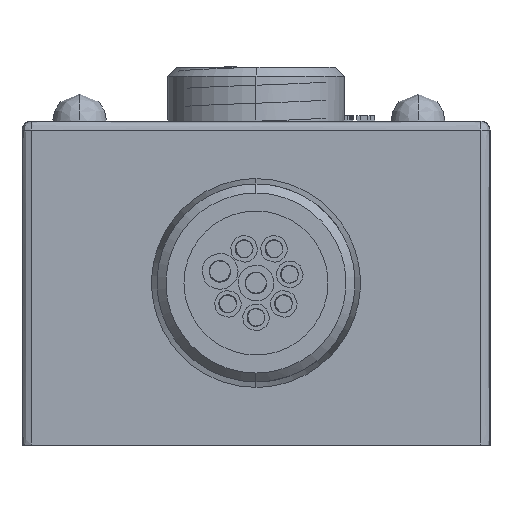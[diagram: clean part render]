
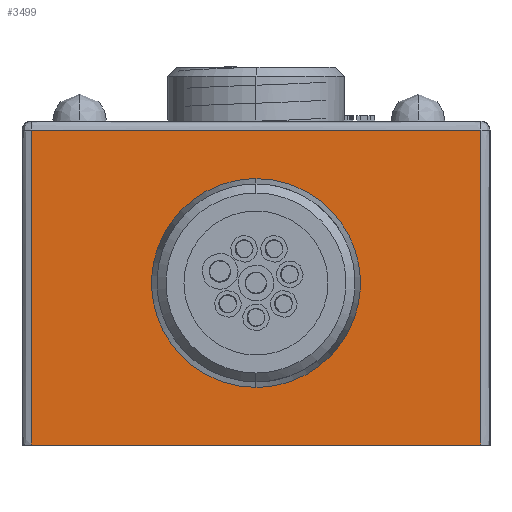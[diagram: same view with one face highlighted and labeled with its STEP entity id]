
A CAD part, left-side view. The second image highlights one B-rep face of the part: STEP entity #3499.
In plain terms, the highlighted free-form (B-spline) face has degree [1, 1] with [2, 2] control points.
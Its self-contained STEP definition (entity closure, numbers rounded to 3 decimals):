
#74=CARTESIAN_POINT('',(-60.,-12.5,-9.));
#75=VERTEX_POINT('',#74);
#82=CARTESIAN_POINT('',(-60.,12.5,-9.));
#83=VERTEX_POINT('',#82);
#84=CARTESIAN_POINT('',(-60.,-12.5,-9.));
#85=CARTESIAN_POINT('',(-60.,12.5,-9.));
#86=B_SPLINE_CURVE_WITH_KNOTS('',1,(#84,#85),.POLYLINE_FORM.,.F.,.U.,(2,2),(0.,1.),.UNSPECIFIED.);
#87=EDGE_CURVE('',#75,#83,#86,.T.);
#153=CARTESIAN_POINT('',(-60.,12.5,8.5));
#154=VERTEX_POINT('',#153);
#155=CARTESIAN_POINT('',(-60.,12.5,-9.));
#156=CARTESIAN_POINT('',(-60.,12.5,8.5));
#157=B_SPLINE_CURVE_WITH_KNOTS('',1,(#155,#156),.POLYLINE_FORM.,.F.,.U.,(2,2),(0.,1.),.UNSPECIFIED.);
#158=EDGE_CURVE('',#83,#154,#157,.T.);
#3445=CARTESIAN_POINT('',(-60.,-12.5,8.5));
#3446=VERTEX_POINT('',#3445);
#3453=CARTESIAN_POINT('',(-60.,-12.5,8.5));
#3454=CARTESIAN_POINT('',(-60.,-12.5,-9.));
#3455=B_SPLINE_CURVE_WITH_KNOTS('',1,(#3453,#3454),.POLYLINE_FORM.,.F.,.U.,(2,2),(0.,1.),.UNSPECIFIED.);
#3456=EDGE_CURVE('',#3446,#75,#3455,.T.);
#3462=CARTESIAN_POINT('',(-60.,59.187,-55.187));
#3463=CARTESIAN_POINT('',(-60.,59.187,37.187));
#3464=CARTESIAN_POINT('',(-60.,-33.187,-55.187));
#3465=CARTESIAN_POINT('',(-60.,-33.187,37.187));
#3466=B_SPLINE_SURFACE_WITH_KNOTS('',1,1,((#3462,#3463),(#3464,#3465)),.PLANE_SURF.,.F.,.F.,.U.,(2,2),(2,2),(0.,1.),(0.,1.),.UNSPECIFIED.);
#3467=ORIENTED_EDGE('',*,*,#87,.F.);
#3468=ORIENTED_EDGE('',*,*,#3456,.F.);
#3469=CARTESIAN_POINT('',(-60.,-12.5,8.5));
#3470=CARTESIAN_POINT('',(-60.,12.5,8.5));
#3471=B_SPLINE_CURVE_WITH_KNOTS('',1,(#3469,#3470),.POLYLINE_FORM.,.F.,.U.,(2,2),(0.,1.),.UNSPECIFIED.);
#3472=EDGE_CURVE('',#3446,#154,#3471,.T.);
#3473=ORIENTED_EDGE('',*,*,#3472,.T.);
#3474=ORIENTED_EDGE('',*,*,#158,.F.);
#3475=EDGE_LOOP('',(#3467,#3468,#3473,#3474));
#3476=FACE_OUTER_BOUND('',#3475,.T.);
#3477=CARTESIAN_POINT('',(-60.,0.,5.8));
#3478=VERTEX_POINT('',#3477);
#3479=CARTESIAN_POINT('',(-60.,0.,-5.8));
#3480=VERTEX_POINT('',#3479);
#3481=CARTESIAN_POINT('',(-60.,0.,5.8));
#3482=CARTESIAN_POINT('',(-60.,-5.8,5.8));
#3483=CARTESIAN_POINT('',(-60.,-5.8,0.));
#3484=CARTESIAN_POINT('',(-60.,-5.8,-5.8));
#3485=CARTESIAN_POINT('',(-60.,0.,-5.8));
#3486=(BOUNDED_CURVE()B_SPLINE_CURVE(2,(#3481,#3482,#3483,#3484,#3485),.CIRCULAR_ARC.,.F.,.U.)B_SPLINE_CURVE_WITH_KNOTS((3,2,3),(0.,0.5,1.),.UNSPECIFIED.)CURVE()GEOMETRIC_REPRESENTATION_ITEM()RATIONAL_B_SPLINE_CURVE((1.,0.707,1.,0.707,1.))REPRESENTATION_ITEM(''));
#3487=EDGE_CURVE('',#3478,#3480,#3486,.T.);
#3488=ORIENTED_EDGE('',*,*,#3487,.T.);
#3489=CARTESIAN_POINT('',(-60.,0.,-5.8));
#3490=CARTESIAN_POINT('',(-60.,5.8,-5.8));
#3491=CARTESIAN_POINT('',(-60.,5.8,0.));
#3492=CARTESIAN_POINT('',(-60.,5.8,5.8));
#3493=CARTESIAN_POINT('',(-60.,0.,5.8));
#3494=(BOUNDED_CURVE()B_SPLINE_CURVE(2,(#3489,#3490,#3491,#3492,#3493),.CIRCULAR_ARC.,.F.,.U.)B_SPLINE_CURVE_WITH_KNOTS((3,2,3),(0.,0.5,1.),.UNSPECIFIED.)CURVE()GEOMETRIC_REPRESENTATION_ITEM()RATIONAL_B_SPLINE_CURVE((1.,0.707,1.,0.707,1.))REPRESENTATION_ITEM(''));
#3495=EDGE_CURVE('',#3480,#3478,#3494,.T.);
#3496=ORIENTED_EDGE('',*,*,#3495,.T.);
#3497=EDGE_LOOP('',(#3488,#3496));
#3498=FACE_BOUND('',#3497,.T.);
#3499=ADVANCED_FACE('',(#3476,#3498),#3466,.T.);
